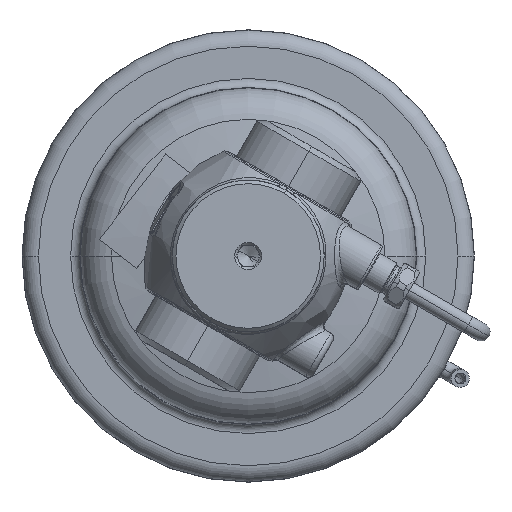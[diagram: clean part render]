
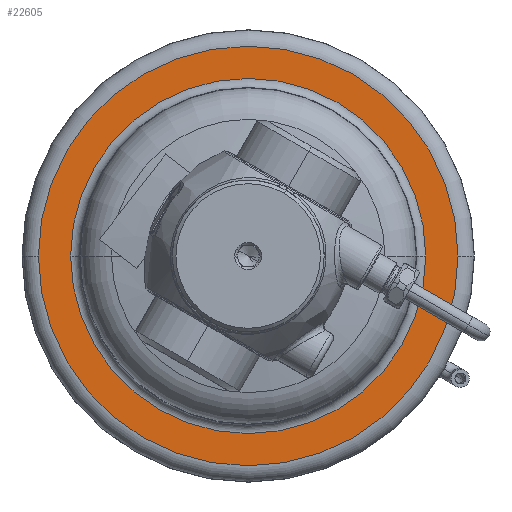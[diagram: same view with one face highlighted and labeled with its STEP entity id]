
A CAD part, left-side view. The second image highlights one B-rep face of the part: STEP entity #22605.
In plain terms, the highlighted planar face has unit normal (-1, 0, 0).
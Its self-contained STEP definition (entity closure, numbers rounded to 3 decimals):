
#2453=CARTESIAN_POINT('',(-2.5,0.,0.));
#2454=DIRECTION('',(-1.,0.,0.));
#2455=DIRECTION('',(0.,1.,0.));
#2456=AXIS2_PLACEMENT_3D('',#2453,#2454,#2455);
#2458=CARTESIAN_POINT('',(-2.5,0.,0.));
#2459=DIRECTION('',(1.,0.,0.));
#2460=DIRECTION('',(0.,1.,0.));
#2461=AXIS2_PLACEMENT_3D('',#2458,#2459,#2460);
#2463=CARTESIAN_POINT('',(-2.5,0.,0.));
#2464=DIRECTION('',(1.,0.,0.));
#2465=DIRECTION('',(0.,1.,0.));
#2466=AXIS2_PLACEMENT_3D('',#2463,#2464,#2465);
#2468=CARTESIAN_POINT('',(-2.5,0.,0.));
#2469=DIRECTION('',(-1.,0.,0.));
#2470=DIRECTION('',(0.,1.,0.));
#2471=AXIS2_PLACEMENT_3D('',#2468,#2469,#2470);
#17930=CARTESIAN_POINT('',(-2.5,58.05,0.));
#17932=VERTEX_POINT('',#17930);
#17933=CARTESIAN_POINT('',(-2.5,49.137,0.));
#17935=VERTEX_POINT('',#17933);
#17962=CARTESIAN_POINT('',(-2.5,-58.05,0.));
#17964=VERTEX_POINT('',#17962);
#17965=CARTESIAN_POINT('',(-2.5,-49.137,0.));
#17967=VERTEX_POINT('',#17965);
#22590=CARTESIAN_POINT('',(-2.5,0.,0.));
#22591=DIRECTION('',(1.,0.,0.));
#22592=DIRECTION('',(0.,-1.,0.));
#22593=AXIS2_PLACEMENT_3D('',#22590,#22591,#22592);
#22594=PLANE('',#22593);
#22596=ORIENTED_EDGE('',*,*,#22595,.T.);
#22598=ORIENTED_EDGE('',*,*,#22597,.F.);
#22599=EDGE_LOOP('',(#22596,#22598));
#22600=FACE_OUTER_BOUND('',#22599,.F.);
#22601=ORIENTED_EDGE('',*,*,#22572,.T.);
#22602=ORIENTED_EDGE('',*,*,#22583,.F.);
#22603=EDGE_LOOP('',(#22601,#22602));
#22604=FACE_BOUND('',#22603,.F.);
#22605=ADVANCED_FACE('',(#22600,#22604),#22594,.F.);
#2457=CIRCLE('',#2456,49.137);
#2462=CIRCLE('',#2461,49.137);
#2467=CIRCLE('',#2466,58.05);
#2472=CIRCLE('',#2471,58.05);
#22572=EDGE_CURVE('',#17935,#17967,#2457,.T.);
#22583=EDGE_CURVE('',#17935,#17967,#2462,.T.);
#22595=EDGE_CURVE('',#17932,#17964,#2467,.T.);
#22597=EDGE_CURVE('',#17932,#17964,#2472,.T.);
